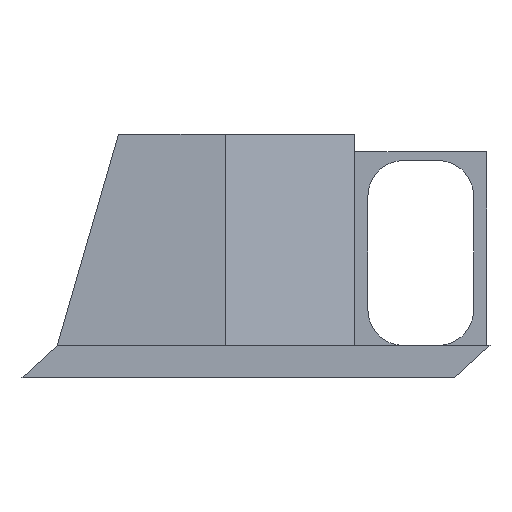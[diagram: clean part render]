
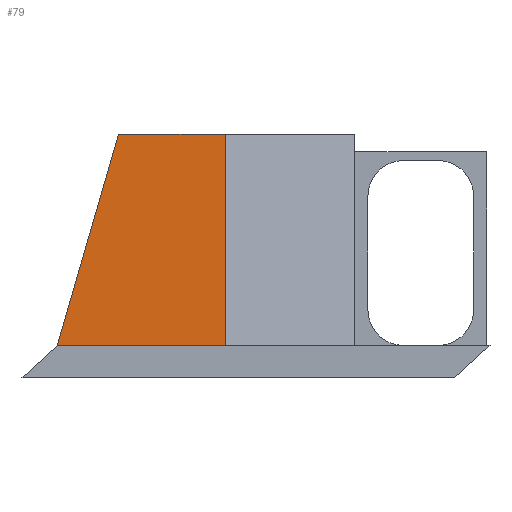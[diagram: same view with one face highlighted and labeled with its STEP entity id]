
A CAD part, front view. The second image highlights one B-rep face of the part: STEP entity #79.
In plain terms, the highlighted planar face has unit normal (0, -1, 0).
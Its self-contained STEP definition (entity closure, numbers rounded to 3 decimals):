
#63 = EDGE_LOOP ( 'NONE', ( #2736, #742, #715, #1196 ) ) ;
#79 = ADVANCED_FACE ( 'NONE', ( #1879 ), #2168, .F. ) ;
#105 = VERTEX_POINT ( 'NONE', #2759 ) ;
#150 = VERTEX_POINT ( 'NONE', #463 ) ;
#172 = VERTEX_POINT ( 'NONE', #950 ) ;
#193 = VECTOR ( 'NONE', #1840, 1000. ) ;
#211 = VERTEX_POINT ( 'NONE', #2579 ) ;
#253 = CARTESIAN_POINT ( 'NONE',  ( 42.108, 70.774, 220.284 ) ) ;
#463 = CARTESIAN_POINT ( 'NONE',  ( 26.743, 70.774, 280.284 ) ) ;
#531 = CARTESIAN_POINT ( 'NONE',  ( 26.743, 70.774, 280.284 ) ) ;
#540 = EDGE_CURVE ( 'NONE', #172, #211, #2751, .T. ) ;
#541 = DIRECTION ( 'NONE',  ( 0., 0., -1. ) ) ;
#669 = DIRECTION ( 'NONE',  ( 0., 1., 0. ) ) ;
#712 = LINE ( 'NONE', #253, #2101 ) ;
#715 = ORIENTED_EDGE ( 'NONE', *, *, #2914, .F. ) ;
#728 = LINE ( 'NONE', #531, #776 ) ;
#742 = ORIENTED_EDGE ( 'NONE', *, *, #540, .F. ) ;
#776 = VECTOR ( 'NONE', #2428, 1000. ) ;
#950 = CARTESIAN_POINT ( 'NONE',  ( 57.108, 70.774, 280.284 ) ) ;
#1119 = EDGE_CURVE ( 'NONE', #105, #211, #712, .T. ) ;
#1196 = ORIENTED_EDGE ( 'NONE', *, *, #2027, .T. ) ;
#1315 = VECTOR ( 'NONE', #541, 1000. ) ;
#1447 = AXIS2_PLACEMENT_3D ( 'NONE', #2857, #669, #1633 ) ;
#1633 = DIRECTION ( 'NONE',  ( 0., 0., 1. ) ) ;
#1757 = DIRECTION ( 'NONE',  ( 1., 0., 0. ) ) ;
#1773 = CARTESIAN_POINT ( 'NONE',  ( 57.108, 70.774, 280.284 ) ) ;
#1825 = CARTESIAN_POINT ( 'NONE',  ( 42.108, 70.774, 280.284 ) ) ;
#1840 = DIRECTION ( 'NONE',  ( 1., 0., 0. ) ) ;
#1879 = FACE_OUTER_BOUND ( 'NONE', #63, .T. ) ;
#2027 = EDGE_CURVE ( 'NONE', #150, #105, #728, .T. ) ;
#2101 = VECTOR ( 'NONE', #1757, 1000. ) ;
#2168 = PLANE ( 'NONE',  #1447 ) ;
#2428 = DIRECTION ( 'NONE',  ( -0.279, 0., -0.96 ) ) ;
#2579 = CARTESIAN_POINT ( 'NONE',  ( 57.108, 70.774, 220.284 ) ) ;
#2736 = ORIENTED_EDGE ( 'NONE', *, *, #1119, .T. ) ;
#2751 = LINE ( 'NONE', #1773, #1315 ) ;
#2759 = CARTESIAN_POINT ( 'NONE',  ( 9.316, 70.774, 220.284 ) ) ;
#2857 = CARTESIAN_POINT ( 'NONE',  ( 42.108, 70.774, 280.284 ) ) ;
#2906 = LINE ( 'NONE', #1825, #193 ) ;
#2914 = EDGE_CURVE ( 'NONE', #150, #172, #2906, .T. ) ;
